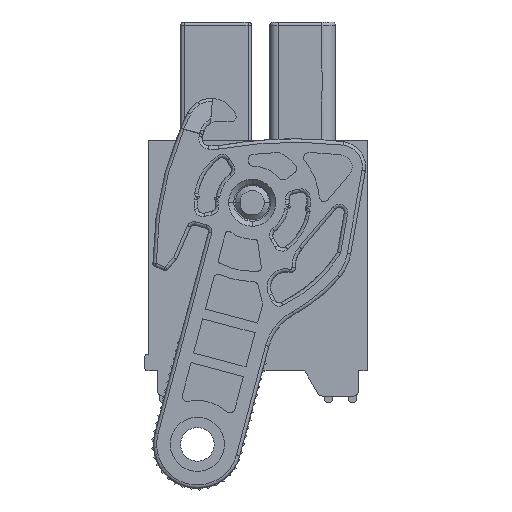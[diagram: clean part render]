
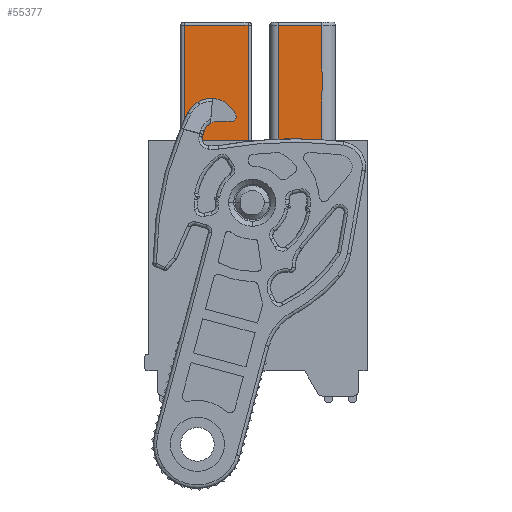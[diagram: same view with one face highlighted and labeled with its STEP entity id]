
A CAD part, left-side view. The second image highlights one B-rep face of the part: STEP entity #55377.
In plain terms, the highlighted planar face has unit normal (-1, 0, 0).
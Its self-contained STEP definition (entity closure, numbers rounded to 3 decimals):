
#37600=CARTESIAN_POINT('',(10.86,12.425,-9.133));
#37601=VERTEX_POINT('',#37600);
#37609=CARTESIAN_POINT('',(10.86,12.425,-7.16));
#37610=VERTEX_POINT('',#37609);
#37611=CARTESIAN_POINT('',(10.86,12.425,-9.133));
#37612=DIRECTION('',(0.,0.,1.));
#37613=VECTOR('',#37612,1.973);
#37614=LINE('',#37611,#37613);
#37615=EDGE_CURVE('',#37601,#37610,#37614,.T.);
#42711=CARTESIAN_POINT('',(10.86,0.575,-9.133));
#42712=VERTEX_POINT('',#42711);
#47128=CARTESIAN_POINT('',(10.86,1.568,-8.66));
#47129=VERTEX_POINT('',#47128);
#47136=CARTESIAN_POINT('',(10.86,1.568,-7.5));
#47137=VERTEX_POINT('',#47136);
#47138=CARTESIAN_POINT('',(10.86,1.568,-7.5));
#47139=DIRECTION('',(0.,0.,-1.));
#47140=VECTOR('',#47139,1.16);
#47141=LINE('',#47138,#47140);
#47142=EDGE_CURVE('',#47137,#47129,#47141,.T.);
#47665=CARTESIAN_POINT('',(10.86,0.575,-9.66));
#47666=VERTEX_POINT('',#47665);
#47667=CARTESIAN_POINT('',(10.86,0.575,-9.66));
#47668=DIRECTION('',(0.,0.,1.));
#47669=VECTOR('',#47668,0.527);
#47670=LINE('',#47667,#47669);
#47671=EDGE_CURVE('',#47666,#42712,#47670,.T.);
#47831=CARTESIAN_POINT('',(10.86,0.575,-7.16));
#47832=VERTEX_POINT('',#47831);
#47833=CARTESIAN_POINT('',(10.86,0.575,-9.133));
#47834=DIRECTION('',(0.,0.,1.));
#47835=VECTOR('',#47834,1.973);
#47836=LINE('',#47833,#47835);
#47837=EDGE_CURVE('',#42712,#47832,#47836,.T.);
#47860=CARTESIAN_POINT('',(10.86,12.425,-9.589));
#47861=VERTEX_POINT('',#47860);
#47862=CARTESIAN_POINT('',(10.86,12.425,-9.133));
#47863=DIRECTION('',(0.,0.,-1.));
#47864=VECTOR('',#47863,0.456);
#47865=LINE('',#47862,#47864);
#47866=EDGE_CURVE('',#37601,#47861,#47865,.T.);
#47982=CARTESIAN_POINT('',(10.86,11.693,-7.5));
#47983=VERTEX_POINT('',#47982);
#47992=CARTESIAN_POINT('',(10.86,11.693,-7.5));
#47993=DIRECTION('',(0.,-1.,0.));
#47994=VECTOR('',#47993,10.126);
#47995=LINE('',#47992,#47994);
#47996=EDGE_CURVE('',#47983,#47137,#47995,.T.);
#48007=CARTESIAN_POINT('',(10.86,11.702,-9.589));
#48008=VERTEX_POINT('',#48007);
#48009=CARTESIAN_POINT('',(10.86,11.702,-9.589));
#48010=DIRECTION('',(0.,-0.004,1.));
#48011=VECTOR('',#48010,2.089);
#48012=LINE('',#48009,#48011);
#48013=EDGE_CURVE('',#48008,#47983,#48012,.T.);
#48031=CARTESIAN_POINT('',(10.86,12.425,-9.589));
#48032=DIRECTION('',(0.,-1.,0.));
#48033=VECTOR('',#48032,0.723);
#48034=LINE('',#48031,#48033);
#48035=EDGE_CURVE('',#47861,#48008,#48034,.T.);
#55116=CARTESIAN_POINT('',(10.86,0.775,-10.16));
#55117=VERTEX_POINT('',#55116);
#55124=CARTESIAN_POINT('',(10.86,1.475,-10.16));
#55125=VERTEX_POINT('',#55124);
#55126=CARTESIAN_POINT('',(10.86,1.475,-10.16));
#55127=DIRECTION('',(0.,-1.,0.));
#55128=VECTOR('',#55127,0.7);
#55129=LINE('',#55126,#55128);
#55130=EDGE_CURVE('',#55125,#55117,#55129,.T.);
#55230=CARTESIAN_POINT('',(10.86,1.475,-8.66));
#55231=VERTEX_POINT('',#55230);
#55238=CARTESIAN_POINT('',(10.86,1.568,-8.66));
#55239=DIRECTION('',(0.,-1.,0.));
#55240=VECTOR('',#55239,0.093);
#55241=LINE('',#55238,#55240);
#55242=EDGE_CURVE('',#47129,#55231,#55241,.T.);
#55248=CARTESIAN_POINT('',(10.86,6.5,-5.235));
#55249=DIRECTION('',(0.,-1.,0.));
#55250=DIRECTION('',(-1.,0.,0.));
#55251=AXIS2_PLACEMENT_3D('',#55248,#55250,#55249);
#55252=PLANE('',#55251);
#55253=CARTESIAN_POINT('',(10.86,2.7,-0.31));
#55254=VERTEX_POINT('',#55253);
#55255=CARTESIAN_POINT('',(10.86,5.3,-0.31));
#55256=VERTEX_POINT('',#55255);
#55257=CARTESIAN_POINT('',(10.86,2.7,-0.31));
#55258=DIRECTION('',(0.,1.,0.));
#55259=VECTOR('',#55258,2.6);
#55260=LINE('',#55257,#55259);
#55261=EDGE_CURVE('',#55254,#55256,#55260,.T.);
#55262=ORIENTED_EDGE('',*,*,#55261,.T.);
#55263=CARTESIAN_POINT('',(10.86,5.3,-7.16));
#55264=VERTEX_POINT('',#55263);
#55265=CARTESIAN_POINT('',(10.86,5.3,-0.31));
#55266=DIRECTION('',(0.,0.,-1.));
#55267=VECTOR('',#55266,6.85);
#55268=LINE('',#55265,#55267);
#55269=EDGE_CURVE('',#55256,#55264,#55268,.T.);
#55270=ORIENTED_EDGE('',*,*,#55269,.T.);
#55271=CARTESIAN_POINT('',(10.86,7.1,-7.16));
#55272=VERTEX_POINT('',#55271);
#55273=CARTESIAN_POINT('',(10.86,7.1,-7.16));
#55274=DIRECTION('',(0.,-1.,0.));
#55275=VECTOR('',#55274,1.8);
#55276=LINE('',#55273,#55275);
#55277=EDGE_CURVE('',#55272,#55264,#55276,.T.);
#55278=ORIENTED_EDGE('',*,*,#55277,.F.);
#55279=CARTESIAN_POINT('',(10.86,7.1,-0.31));
#55280=VERTEX_POINT('',#55279);
#55281=CARTESIAN_POINT('',(10.86,7.1,-0.31));
#55282=DIRECTION('',(0.,0.,-1.));
#55283=VECTOR('',#55282,6.85);
#55284=LINE('',#55281,#55283);
#55285=EDGE_CURVE('',#55280,#55272,#55284,.T.);
#55286=ORIENTED_EDGE('',*,*,#55285,.F.);
#55287=CARTESIAN_POINT('',(10.86,10.9,-0.31));
#55288=VERTEX_POINT('',#55287);
#55289=CARTESIAN_POINT('',(10.86,10.9,-0.31));
#55290=DIRECTION('',(0.,-1.,0.));
#55291=VECTOR('',#55290,3.8);
#55292=LINE('',#55289,#55291);
#55293=EDGE_CURVE('',#55288,#55280,#55292,.T.);
#55294=ORIENTED_EDGE('',*,*,#55293,.F.);
#55295=CARTESIAN_POINT('',(10.86,10.9,-7.16));
#55296=VERTEX_POINT('',#55295);
#55297=CARTESIAN_POINT('',(10.86,10.9,-0.31));
#55298=DIRECTION('',(0.,0.,-1.));
#55299=VECTOR('',#55298,6.85);
#55300=LINE('',#55297,#55299);
#55301=EDGE_CURVE('',#55288,#55296,#55300,.T.);
#55302=ORIENTED_EDGE('',*,*,#55301,.T.);
#55303=CARTESIAN_POINT('',(10.86,12.425,-7.16));
#55304=DIRECTION('',(0.,-1.,0.));
#55305=VECTOR('',#55304,1.525);
#55306=LINE('',#55303,#55305);
#55307=EDGE_CURVE('',#37610,#55296,#55306,.T.);
#55308=ORIENTED_EDGE('',*,*,#55307,.F.);
#55309=ORIENTED_EDGE('',*,*,#37615,.F.);
#55310=ORIENTED_EDGE('',*,*,#47866,.T.);
#55311=ORIENTED_EDGE('',*,*,#48035,.T.);
#55312=ORIENTED_EDGE('',*,*,#48013,.T.);
#55313=ORIENTED_EDGE('',*,*,#47996,.T.);
#55314=ORIENTED_EDGE('',*,*,#47142,.T.);
#55315=ORIENTED_EDGE('',*,*,#55242,.T.);
#55316=CARTESIAN_POINT('',(10.86,1.475,-8.66));
#55317=DIRECTION('',(0.,0.,-1.));
#55318=VECTOR('',#55317,1.5);
#55319=LINE('',#55316,#55318);
#55320=EDGE_CURVE('',#55231,#55125,#55319,.T.);
#55321=ORIENTED_EDGE('',*,*,#55320,.T.);
#55322=ORIENTED_EDGE('',*,*,#55130,.T.);
#55323=CARTESIAN_POINT('',(10.86,0.775,-10.16));
#55324=DIRECTION('',(0.,-0.371,0.928));
#55325=VECTOR('',#55324,0.539);
#55326=LINE('',#55323,#55325);
#55327=EDGE_CURVE('',#55117,#47666,#55326,.T.);
#55328=ORIENTED_EDGE('',*,*,#55327,.T.);
#55329=ORIENTED_EDGE('',*,*,#47671,.T.);
#55330=ORIENTED_EDGE('',*,*,#47837,.T.);
#55331=CARTESIAN_POINT('',(10.86,2.7,-7.16));
#55332=VERTEX_POINT('',#55331);
#55333=CARTESIAN_POINT('',(10.86,0.575,-7.16));
#55334=DIRECTION('',(0.,1.,0.));
#55335=VECTOR('',#55334,2.125);
#55336=LINE('',#55333,#55335);
#55337=EDGE_CURVE('',#47832,#55332,#55336,.T.);
#55338=ORIENTED_EDGE('',*,*,#55337,.T.);
#55339=CARTESIAN_POINT('',(10.86,2.7,-4.267));
#55340=VERTEX_POINT('',#55339);
#55341=CARTESIAN_POINT('',(10.86,2.7,-7.16));
#55342=DIRECTION('',(0.,0.,1.));
#55343=VECTOR('',#55342,2.893);
#55344=LINE('',#55341,#55343);
#55345=EDGE_CURVE('',#55332,#55340,#55344,.T.);
#55346=ORIENTED_EDGE('',*,*,#55345,.T.);
#55347=CARTESIAN_POINT('',(10.86,2.668,-3.255));
#55348=VERTEX_POINT('',#55347);
#55349=CARTESIAN_POINT('',(10.86,2.7,-4.267));
#55350=CARTESIAN_POINT('',(10.86,2.696,-4.155));
#55351=CARTESIAN_POINT('',(10.86,2.689,-3.93));
#55352=CARTESIAN_POINT('',(10.86,2.679,-3.593));
#55353=CARTESIAN_POINT('',(10.86,2.672,-3.368));
#55354=CARTESIAN_POINT('',(10.86,2.668,-3.255));
#55355=B_SPLINE_CURVE_WITH_KNOTS('',3,(#55349,#55350,#55351,#55352,#55353,#55354),.UNSPECIFIED.,.F.,.U.,(4,1,1,4),(0.,0.333,0.667,1.),.UNSPECIFIED.);
#55356=EDGE_CURVE('',#55340,#55348,#55355,.T.);
#55357=ORIENTED_EDGE('',*,*,#55356,.T.);
#55358=CARTESIAN_POINT('',(10.86,2.7,-3.026));
#55359=VERTEX_POINT('',#55358);
#55360=CARTESIAN_POINT('',(10.86,2.668,-3.255));
#55361=CARTESIAN_POINT('',(10.86,2.672,-3.23));
#55362=CARTESIAN_POINT('',(10.86,2.679,-3.179));
#55363=CARTESIAN_POINT('',(10.86,2.689,-3.102));
#55364=CARTESIAN_POINT('',(10.86,2.696,-3.051));
#55365=CARTESIAN_POINT('',(10.86,2.7,-3.026));
#55366=B_SPLINE_CURVE_WITH_KNOTS('',3,(#55360,#55361,#55362,#55363,#55364,#55365),.UNSPECIFIED.,.F.,.U.,(4,1,1,4),(0.,0.333,0.667,1.),.UNSPECIFIED.);
#55367=EDGE_CURVE('',#55348,#55359,#55366,.T.);
#55368=ORIENTED_EDGE('',*,*,#55367,.T.);
#55369=CARTESIAN_POINT('',(10.86,2.7,-3.026));
#55370=DIRECTION('',(0.,0.,1.));
#55371=VECTOR('',#55370,2.716);
#55372=LINE('',#55369,#55371);
#55373=EDGE_CURVE('',#55359,#55254,#55372,.T.);
#55374=ORIENTED_EDGE('',*,*,#55373,.T.);
#55375=EDGE_LOOP('',(#55262,#55270,#55278,#55286,#55294,#55302,#55308,#55309,#55310,#55311,#55312,#55313,#55314,#55315,#55321,#55322,#55328,#55329,#55330,#55338,#55346,#55357,#55368,#55374));
#55376=FACE_OUTER_BOUND('',#55375,.T.);
#55377=ADVANCED_FACE('',(#55376),#55252,.T.);
